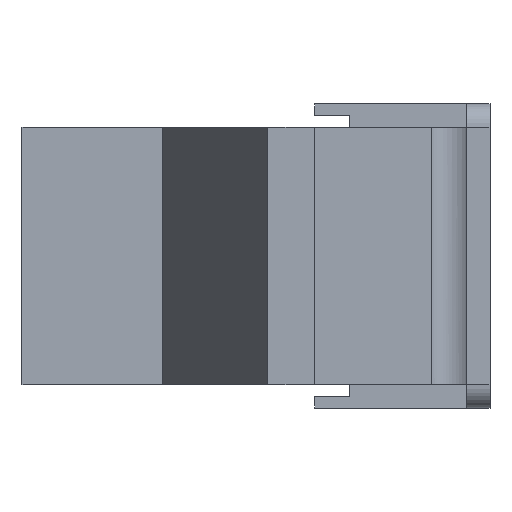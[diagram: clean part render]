
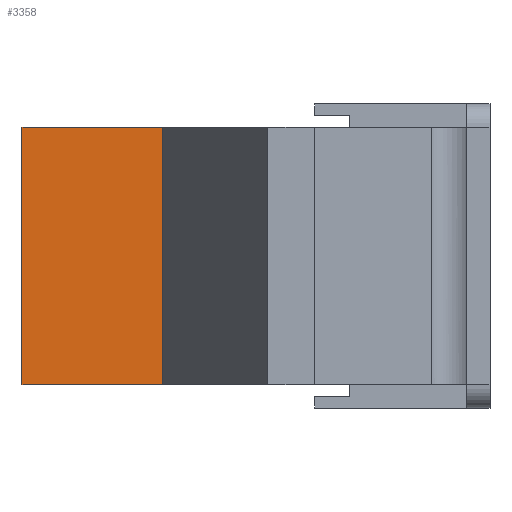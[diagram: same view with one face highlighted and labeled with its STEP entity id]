
A CAD part, left-side view. The second image highlights one B-rep face of the part: STEP entity #3358.
In plain terms, the highlighted planar face has unit normal (-1, 0, 0).
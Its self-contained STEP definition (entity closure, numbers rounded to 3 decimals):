
#154=PLANE('',#3598);
#319=FACE_OUTER_BOUND('',#497,.T.);
#497=EDGE_LOOP('',(#2774,#2775,#2776,#2777));
#847=LINE('',#5244,#1258);
#850=LINE('',#5250,#1261);
#851=LINE('',#5251,#1262);
#852=LINE('',#5252,#1263);
#1258=VECTOR('',#4275,1000.);
#1261=VECTOR('',#4280,1000.);
#1262=VECTOR('',#4281,1000.);
#1263=VECTOR('',#4282,1000.);
#1674=VERTEX_POINT('',#5242);
#1675=VERTEX_POINT('',#5243);
#1676=VERTEX_POINT('',#5248);
#1677=VERTEX_POINT('',#5249);
#2099=EDGE_CURVE('',#1674,#1675,#847,.T.);
#2102=EDGE_CURVE('',#1676,#1677,#850,.T.);
#2103=EDGE_CURVE('',#1677,#1675,#851,.T.);
#2104=EDGE_CURVE('',#1676,#1674,#852,.T.);
#2774=ORIENTED_EDGE('',*,*,#2102,.T.);
#2775=ORIENTED_EDGE('',*,*,#2103,.T.);
#2776=ORIENTED_EDGE('',*,*,#2099,.F.);
#2777=ORIENTED_EDGE('',*,*,#2104,.F.);
#3358=ADVANCED_FACE('',(#319),#154,.F.);
#3598=AXIS2_PLACEMENT_3D('',#5247,#4278,#4279);
#4275=DIRECTION('',(0.,0.,-1.));
#4278=DIRECTION('center_axis',(1.,0.,0.));
#4279=DIRECTION('ref_axis',(0.,0.,
-1.));
#4280=DIRECTION('',(0.,0.,-1.));
#4281=DIRECTION('',(0.,-1.,0.));
#4282=DIRECTION('',(0.,-1.,0.));
#5242=CARTESIAN_POINT('',(-25.65,-44.818,-2.89));
#5243=CARTESIAN_POINT('',(-25.65,-44.818,-13.89));
#5244=CARTESIAN_POINT('',(-25.65,-44.818,-13.89));
#5247=CARTESIAN_POINT('Origin',(-25.65,-44.818,-13.89));
#5248=CARTESIAN_POINT('',(-25.65,-38.818,-2.89));
#5249=CARTESIAN_POINT('',(-25.65,-38.818,-13.89));
#5250=CARTESIAN_POINT('',(-25.65,-38.818,-13.89));
#5251=CARTESIAN_POINT('',(-25.65,-38.818,-13.89));
#5252=CARTESIAN_POINT('',(-25.65,-38.818,-2.89));
